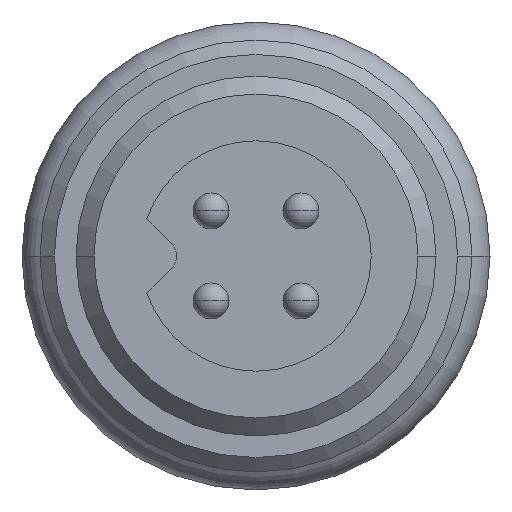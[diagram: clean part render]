
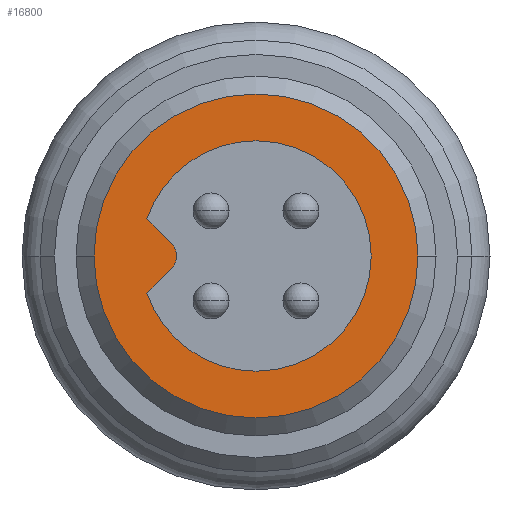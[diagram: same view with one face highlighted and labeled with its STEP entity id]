
A CAD part, left-side view. The second image highlights one B-rep face of the part: STEP entity #16800.
In plain terms, the highlighted face is planar.
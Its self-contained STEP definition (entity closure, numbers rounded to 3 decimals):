
#3490=CARTESIAN_POINT('',(0.,-10.5,-2.25));
#3500=VERTEX_POINT('',#3490);
#3550=CARTESIAN_POINT('',(0.,-10.5,0.));
#3560=DIRECTION('',(0.,1.,0.));
#3570=DIRECTION('',(0.,0.,1.));
#3580=AXIS2_PLACEMENT_3D('',#3550,#3560,#3570);
#3590=CIRCLE('',#3580,2.25);
#3600=CARTESIAN_POINT('',(0.,-10.5,2.25));
#3610=VERTEX_POINT('',#3600);
#3620=EDGE_CURVE('',#3610,#3500,#3590,.T.);
#3980=CARTESIAN_POINT('',(0.,-10.5,-1.6));
#3990=VERTEX_POINT('',#3980);
#4040=CARTESIAN_POINT('',(0.,-10.5,0.));
#4050=DIRECTION('',(0.,1.,0.));
#4060=DIRECTION('',(0.,0.,1.));
#4070=AXIS2_PLACEMENT_3D('',#4040,#4050,#4060);
#4080=CIRCLE('',#4070,1.6);
#4090=CARTESIAN_POINT('',(-1.515,-10.5,-0.515));
#4100=VERTEX_POINT('',#4090);
#4110=EDGE_CURVE('',#3990,#4100,#4080,.T.);
#13660=CARTESIAN_POINT('',(-1.177,-10.5,0.177));
#13670=VERTEX_POINT('',#13660);
#13830=CARTESIAN_POINT('',(-1.177,-10.5,-0.177));
#13840=VERTEX_POINT('',#13830);
#13870=CARTESIAN_POINT('',(-1.354,-10.5,0.));
#13880=DIRECTION('',(0.,1.,0.));
#13890=DIRECTION('',(0.707,0.,0.707));
#13900=AXIS2_PLACEMENT_3D('',#13870,#13880,#13890);
#13910=CIRCLE('',#13900,0.25);
#13920=EDGE_CURVE('',#13670,#13840,#13910,.T.);
#14170=CARTESIAN_POINT('',(-1.177,-10.5,-0.177));
#14180=DIRECTION('',(-0.707,0.,-0.707));
#14190=VECTOR('',#14180,0.478);
#14200=LINE('',#14170,#14190);
#14210=EDGE_CURVE('',#13840,#4100,#14200,.T.);
#14420=CARTESIAN_POINT('',(-1.515,-10.5,0.515));
#14430=VERTEX_POINT('',#14420);
#14550=CARTESIAN_POINT('',(-1.515,-10.5,0.515));
#14560=DIRECTION('',(0.707,0.,-0.707));
#14570=VECTOR('',#14560,0.478);
#14580=LINE('',#14550,#14570);
#14590=EDGE_CURVE('',#14430,#13670,#14580,.T.);
#16580=CARTESIAN_POINT('',(0.,-10.5,1.925));
#16590=DIRECTION('',(0.,-1.,0.));
#16600=DIRECTION('',(0.,0.,-1.));
#16610=AXIS2_PLACEMENT_3D('',#16580,#16590,#16600);
#16620=PLANE('',#16610);
#16630=ORIENTED_EDGE('',*,*,#3620,.F.);
#16640=EDGE_CURVE('',#3500,#3610,#3590,.T.);
#16650=ORIENTED_EDGE('',*,*,#16640,.F.);
#16660=EDGE_LOOP('',(#16650,#16630));
#16670=FACE_OUTER_BOUND('',#16660,.T.);
#16680=CARTESIAN_POINT('',(0.,-10.5,1.6));
#16690=VERTEX_POINT('',#16680);
#16700=EDGE_CURVE('',#16690,#3990,#4080,.T.);
#16710=ORIENTED_EDGE('',*,*,#16700,.T.);
#16720=EDGE_CURVE('',#14430,#16690,#4080,.T.);
#16730=ORIENTED_EDGE('',*,*,#16720,.T.);
#16740=ORIENTED_EDGE('',*,*,#14590,.F.);
#16750=ORIENTED_EDGE('',*,*,#13920,.F.);
#16760=ORIENTED_EDGE('',*,*,#14210,.F.);
#16770=ORIENTED_EDGE('',*,*,#4110,.T.);
#16780=EDGE_LOOP('',(#16770,#16760,#16750,#16740,#16730,#16710));
#16790=FACE_BOUND('',#16780,.T.);
#16800=ADVANCED_FACE('',(#16670,#16790),#16620,.T.);
